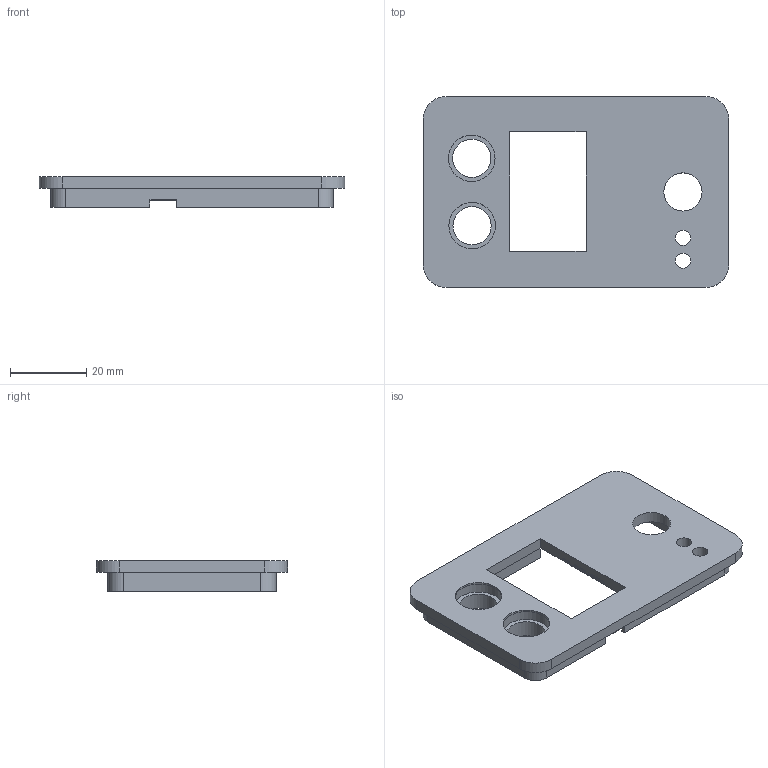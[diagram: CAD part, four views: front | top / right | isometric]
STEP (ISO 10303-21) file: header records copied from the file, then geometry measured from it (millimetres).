
FILE_DESCRIPTION(('FreeCAD Model'),'2;1');
FILE_NAME('Open CASCADE Shape Model','2024-09-04T14:18:36',(''),(''), 'Open CASCADE STEP processor 7.6','FreeCAD','Unknown');
FILE_SCHEMA(('AUTOMOTIVE_DESIGN { 1 0 10303 214 1 1 1 1 }'));
Length unit declared in the file: millimetre
Products named in the file (1): top plate 2
Bounding box: 80 x 50 x 8 mm (x, y, z)
Volume: 11607.9 mm3; surface area: 10674.6 mm2
Topology: 1 solids, 1 shells, 419 faces, 1064 edges, 706 vertices
Faces by surface type: bspline 266, plane 126, cylinder 25, cone 2
Full cylindrical faces by diameter (mm): 1.6 x2, 4 x2, 10 x3, 12.18 x4, 15 x2
Entity records: 21576 total; most frequent: CARTESIAN_POINT 13310, ORIENTED_EDGE 2124, EDGE_CURVE 1062, DIRECTION 834, VERTEX_POINT 706, B_SPLINE_CURVE_WITH_KNOTS 586, FACE_BOUND 492, EDGE_LOOP 492
